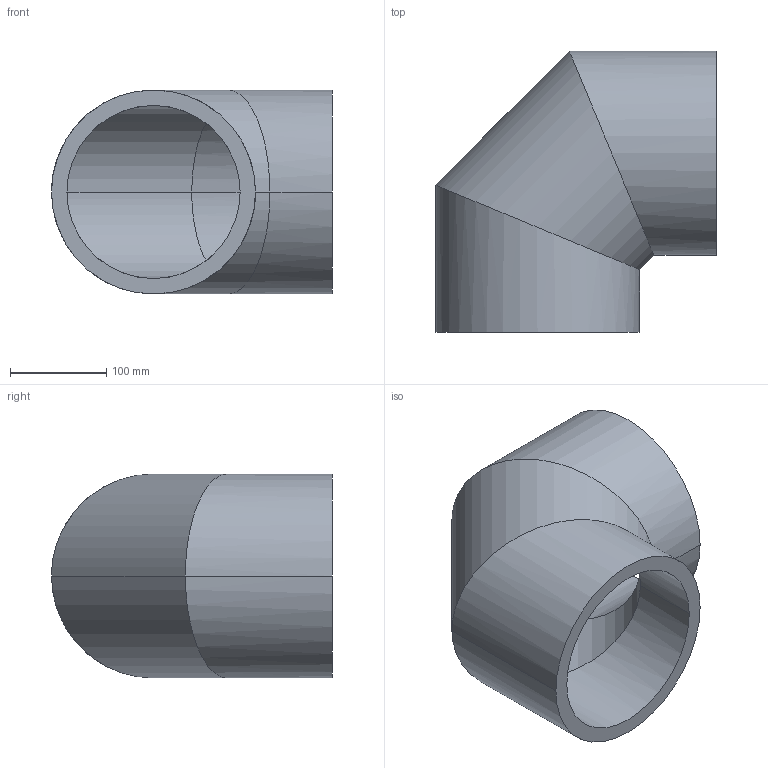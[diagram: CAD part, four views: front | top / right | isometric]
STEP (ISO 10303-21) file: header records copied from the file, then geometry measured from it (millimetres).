
FILE_DESCRIPTION (( 'STEP AP214' ), '1' );
FILE_NAME ('90000477 (180mm dia x 90 deg).STEP', '2025-03-06T13:11:03', ( '' ), ( '' ), 'SwSTEP 2.0', 'SolidWorks 2024', '' );
FILE_SCHEMA (( 'AUTOMOTIVE_DESIGN' ));
Length unit declared in the file: millimetre
Products named in the file (1): 90000477 (180mm dia x 90 deg)
Bounding box: 292 x 292 x 212 mm (x, y, z)
Volume: 3220323.1 mm3; surface area: 422244.4 mm2
Topology: 1 solids, 1 shells, 14 faces, 28 edges, 16 vertices
Faces by surface type: cylinder 12, plane 2
Entity records: 383 total; most frequent: CARTESIAN_POINT 83, DIRECTION 58, ORIENTED_EDGE 56, EDGE_CURVE 28, AXIS2_PLACEMENT_3D 23, VERTEX_POINT 16, EDGE_LOOP 16, FACE_OUTER_BOUND 14
